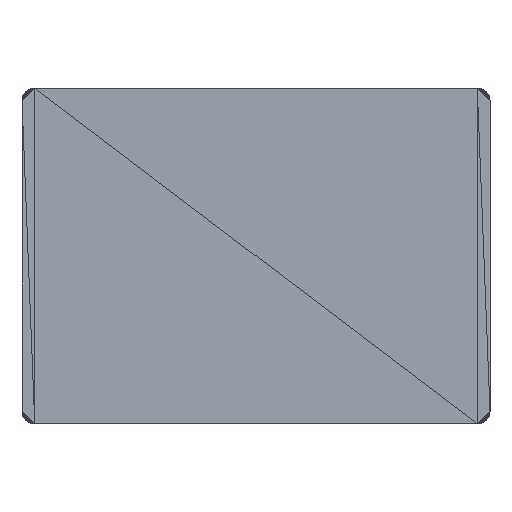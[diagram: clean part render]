
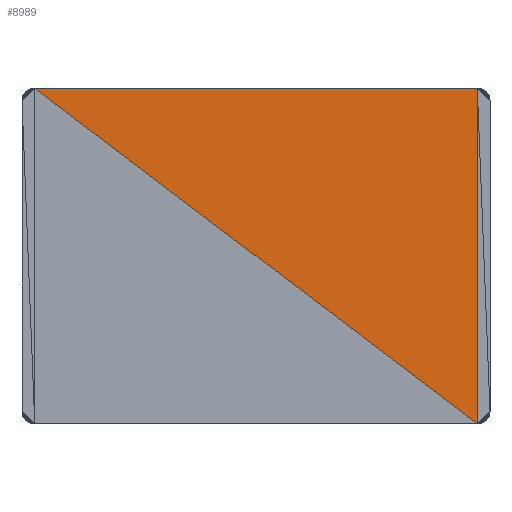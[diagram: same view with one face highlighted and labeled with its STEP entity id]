
A CAD part, top view. The second image highlights one B-rep face of the part: STEP entity #8989.
In plain terms, the highlighted planar face has unit normal (0, 0, 1).
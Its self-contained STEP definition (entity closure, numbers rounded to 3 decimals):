
#7880 = VERTEX_POINT('',#7881);
#7881 = CARTESIAN_POINT('',(-48.5,33.,-1.995));
#7986 = VERTEX_POINT('',#7987);
#7987 = CARTESIAN_POINT('',(38.5,33.,-1.995));
#8055 = VERTEX_POINT('',#8056);
#8056 = CARTESIAN_POINT('',(38.5,-33.,-1.995));
#8063 = EDGE_CURVE('',#7986,#8055,#8064,.T.);
#8064 = LINE('',#8065,#8066);
#8065 = CARTESIAN_POINT('',(38.5,33.,-1.995));
#8066 = VECTOR('',#8067,1.);
#8067 = DIRECTION('',(0.,-1.,0.));
#8888 = EDGE_CURVE('',#7880,#7986,#8889,.T.);
#8889 = LINE('',#8890,#8891);
#8890 = CARTESIAN_POINT('',(-48.5,33.,-1.995));
#8891 = VECTOR('',#8892,1.);
#8892 = DIRECTION('',(1.,0.,0.));
#8989 = ADVANCED_FACE('',(#8990),#9000,.T.);
#8990 = FACE_BOUND('',#8991,.T.);
#8991 = EDGE_LOOP('',(#8992,#8998,#8999));
#8992 = ORIENTED_EDGE('',*,*,#8993,.T.);
#8993 = EDGE_CURVE('',#7880,#8055,#8994,.T.);
#8994 = LINE('',#8995,#8996);
#8995 = CARTESIAN_POINT('',(-48.5,33.,-1.995));
#8996 = VECTOR('',#8997,1.);
#8997 = DIRECTION('',(0.797,-0.604,0.));
#8998 = ORIENTED_EDGE('',*,*,#8063,.F.);
#8999 = ORIENTED_EDGE('',*,*,#8888,.F.);
#9000 = PLANE('',#9001);
#9001 = AXIS2_PLACEMENT_3D('',#9002,#9003,#9004);
#9002 = CARTESIAN_POINT('',(5.95,10.95,
    -1.995));
#9003 = DIRECTION('',(0.,0.,1.));
#9004 = DIRECTION('',(0.,1.,0.));
